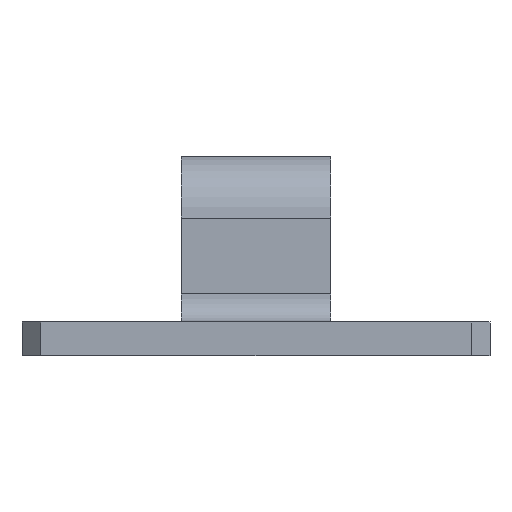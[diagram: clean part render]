
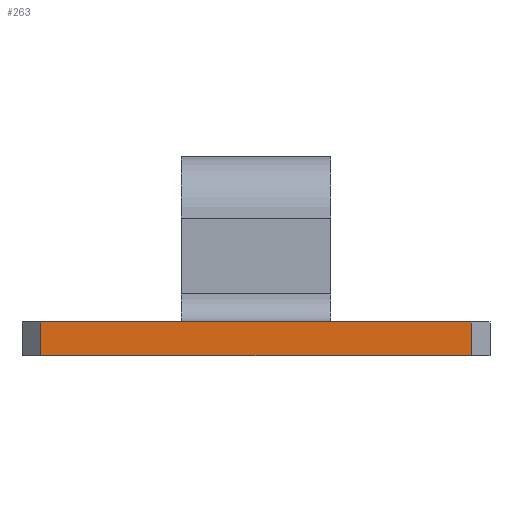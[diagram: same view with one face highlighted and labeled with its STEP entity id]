
A CAD part, front view. The second image highlights one B-rep face of the part: STEP entity #263.
In plain terms, the highlighted planar face has unit normal (0, -1, 0).
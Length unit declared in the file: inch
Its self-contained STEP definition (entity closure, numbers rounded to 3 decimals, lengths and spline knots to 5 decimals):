
#113 = CARTESIAN_POINT ( 'NONE',  ( -0.23, -1.21, -0.036 ) ) ;
#139 = FACE_OUTER_BOUND ( 'NONE', #2248, .T. ) ;
#151 = LINE ( 'NONE', #1992, #2262 ) ;
#161 = CARTESIAN_POINT ( 'NONE',  ( -0.23, -1.21, 0. ) ) ;
#181 = VERTEX_POINT ( 'NONE', #996 ) ;
#232 = LINE ( 'NONE', #970, #1181 ) ;
#263 = ADVANCED_FACE ( 'NONE', ( #139 ), #2149, .F. ) ;
#269 = VECTOR ( 'NONE', #1787, 39.37008 ) ;
#351 = EDGE_CURVE ( 'NONE', #1108, #2316, #151, .T. ) ;
#415 = AXIS2_PLACEMENT_3D ( 'NONE', #1967, #1617, #1224 ) ;
#430 = CARTESIAN_POINT ( 'NONE',  ( 0.23, -1.21, -0.036 ) ) ;
#471 = EDGE_CURVE ( 'NONE', #1108, #181, #232, .T. ) ;
#561 = DIRECTION ( 'NONE',  ( -1., 0., 0. ) ) ;
#593 = DIRECTION ( 'NONE',  ( -1., 0., 0. ) ) ;
#619 = EDGE_CURVE ( 'NONE', #181, #1684, #2328, .T. ) ;
#651 = VECTOR ( 'NONE', #593, 39.37008 ) ;
#970 = CARTESIAN_POINT ( 'NONE',  ( 0., -1.21, 0. ) ) ;
#996 = CARTESIAN_POINT ( 'NONE',  ( -0.23, -1.21, 0. ) ) ;
#1074 = ORIENTED_EDGE ( 'NONE', *, *, #351, .F. ) ;
#1108 = VERTEX_POINT ( 'NONE', #1218 ) ;
#1109 = ORIENTED_EDGE ( 'NONE', *, *, #619, .T. ) ;
#1181 = VECTOR ( 'NONE', #561, 39.37008 ) ;
#1218 = CARTESIAN_POINT ( 'NONE',  ( 0.23, -1.21, 0. ) ) ;
#1224 = DIRECTION ( 'NONE',  ( -1., 0., 0. ) ) ;
#1473 = ORIENTED_EDGE ( 'NONE', *, *, #471, .T. ) ;
#1617 = DIRECTION ( 'NONE',  ( 0., 1., 0. ) ) ;
#1684 = VERTEX_POINT ( 'NONE', #113 ) ;
#1704 = CARTESIAN_POINT ( 'NONE',  ( 0., -1.21, -0.036 ) ) ;
#1746 = ORIENTED_EDGE ( 'NONE', *, *, #1853, .F. ) ;
#1787 = DIRECTION ( 'NONE',  ( 0., 0., -1. ) ) ;
#1803 = DIRECTION ( 'NONE',  ( 0., 0., -1. ) ) ;
#1853 = EDGE_CURVE ( 'NONE', #2316, #1684, #2093, .T. ) ;
#1967 = CARTESIAN_POINT ( 'NONE',  ( 0., -1.21, 0. ) ) ;
#1992 = CARTESIAN_POINT ( 'NONE',  ( 0.23, -1.21, 0. ) ) ;
#2093 = LINE ( 'NONE', #1704, #651 ) ;
#2149 = PLANE ( 'NONE',  #415 ) ;
#2248 = EDGE_LOOP ( 'NONE', ( #1473, #1109, #1746, #1074 ) ) ;
#2262 = VECTOR ( 'NONE', #1803, 39.37008 ) ;
#2316 = VERTEX_POINT ( 'NONE', #430 ) ;
#2328 = LINE ( 'NONE', #161, #269 ) ;
